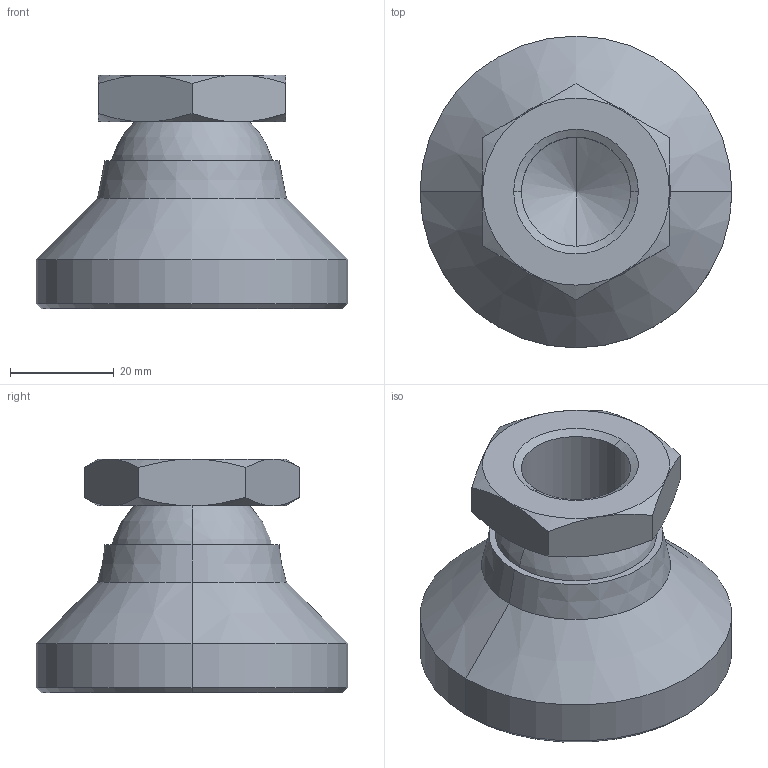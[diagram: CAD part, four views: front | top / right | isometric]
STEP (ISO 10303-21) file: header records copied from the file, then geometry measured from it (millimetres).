
FILE_DESCRIPTION(('STEP AP214'),'1');
FILE_NAME(' ',' ',('TraceParts'),('TraceParts S.A.'),'XStep 1.0',' ',' ');
FILE_SCHEMA(('automotive_design'));
Length unit declared in the file: millimetre
Products named in the file (2): 1; 2
Bounding box: 60 x 60 x 45 mm (x, y, z)
Volume: 59503.5 mm3; surface area: 17676.5 mm2
Topology: 2 solids, 2 shells, 45 faces, 101 edges, 58 vertices
Faces by surface type: cone 24, plane 11, cylinder 6, sphere 4
Entity records: 2356 total; most frequent: CARTESIAN_POINT 248, DIRECTION 212, STYLED_ITEM 200, PRESENTATION_STYLE_ASSIGNMENT 200, COLOUR_RGB 200, ORIENTED_EDGE 190, EDGE_CURVE 95, CURVE_STYLE 95
